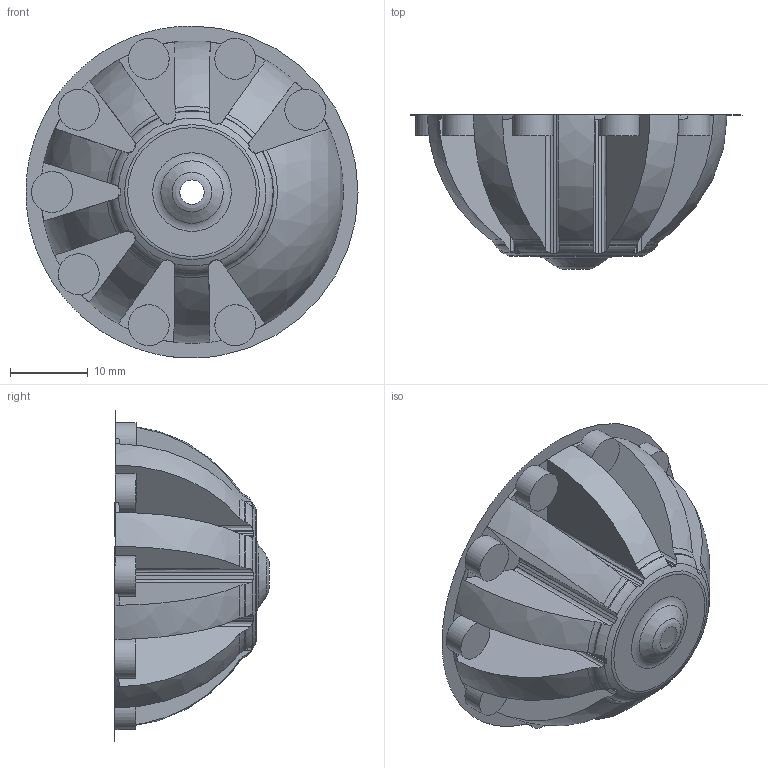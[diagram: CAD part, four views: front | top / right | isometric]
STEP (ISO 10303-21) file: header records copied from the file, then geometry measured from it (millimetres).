
FILE_DESCRIPTION(/* description */ (''),/* implementation_level */ '2;1');
FILE_NAME(/* name */ 'ir_golf_ball.step',/* time_stamp */ '2024-07-24T21:28:19+02:00',/* author */ (''),/* organization */ (''),/* preprocessor_version */ 'ST-DEVELOPER v20',/* originating_system */ 'Autodesk Translation Framework v13.14.0.145',/* authorisation */ '');
FILE_SCHEMA (('AUTOMOTIVE_DESIGN { 1 0 10303 214 3 1 1 }'));
Length unit declared in the file: millimetre
Products named in the file (1): Untitled_Component4
Bounding box: 42.7 x 19.85 x 42.7 mm (x, y, z)
Volume: 8392.2 mm3; surface area: 7544.3 mm2
Topology: 1 solids, 1 shells, 142 faces, 420 edges, 276 vertices
Faces by surface type: plane 64, bspline 30, torus 18, cone 12, sphere 10, cylinder 8
Full cylindrical faces by diameter (mm): 5.25 x8
Entity records: 5249 total; most frequent: CARTESIAN_POINT 1624, ORIENTED_EDGE 830, DIRECTION 693, EDGE_CURVE 415, VERTEX_POINT 276, AXIS2_PLACEMENT_3D 274, CIRCLE 161, LINE 145
